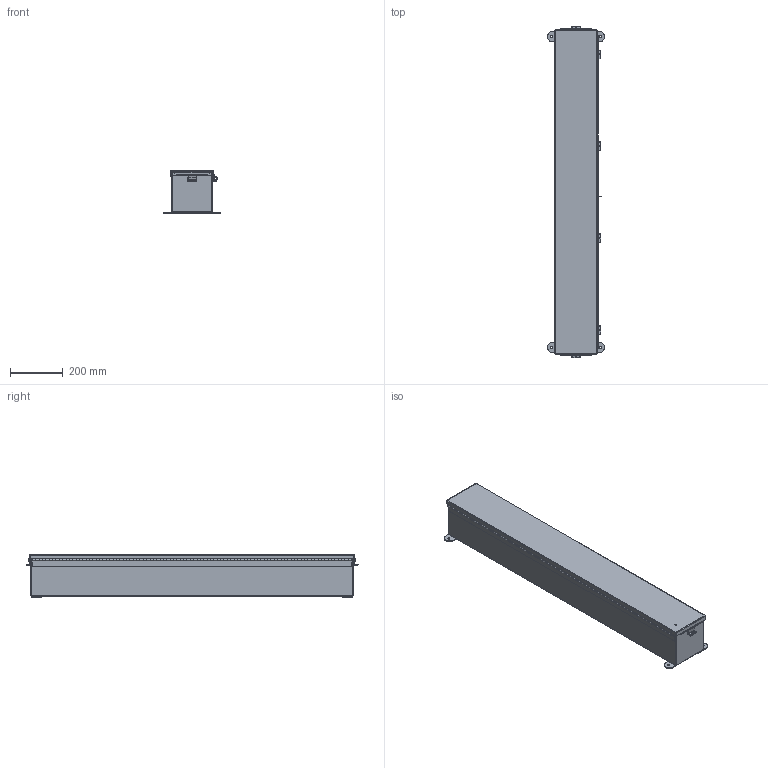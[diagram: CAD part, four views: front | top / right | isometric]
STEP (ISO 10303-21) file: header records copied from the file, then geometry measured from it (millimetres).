
FILE_DESCRIPTION (( 'STEP AP203' ), '1' );
FILE_NAME ('N060648SSCHTR.STEP', '2014-07-18T16:31:41', ( 'changeme' ), ( 'Microsoft' ), 'SwSTEP 2.0', 'SolidWorks 2013', '' );
FILE_SCHEMA (( 'CONFIG_CONTROL_DESIGN' ));
Length unit declared in the file: inch
Products named in the file (13): N060648SSCHTR Hinge Body Side; HW-CLH-JH-20154; N060648SSCHTR Hinge Cover Side JIC; N060648SSCHTR Mounting Bracket; N060648SSCHTR _JIC Hinge; N060648SSCHTR; N060648SSCHTR JIC_Cover_Template; N060648SSCHTR JIC Clamp Bracket; N060648SSCHTR JIC Cover Clamp; N060648SSCHTR JIC Top; N060648SSCHTR JIC Bottom; N060648SSCHTR JIC Enclosure Template; N060648SSCHTR HW-CD-S-25020-034
Assembly tree (24 placements, depth 3):
  N060648SSCHTR
    N060648SSCHTR JIC Enclosure Template
    N060648SSCHTR _JIC Hinge
      N060648SSCHTR Hinge Body Side
      N060648SSCHTR Hinge Cover Side JIC
    N060648SSCHTR JIC_Cover_Template
    N060648SSCHTR JIC Clamp Bracket  x6
    N060648SSCHTR JIC Cover Clamp  x6
    N060648SSCHTR JIC Top
    N060648SSCHTR JIC Bottom
    N060648SSCHTR HW-CD-S-25020-034  x2
    HW-CLH-JH-20154
    N060648SSCHTR Mounting Bracket  x2
Bounding box: 215.9 x 1254.93 x 160.96 mm (x, y, z)
Volume: 1816889.6 mm3; surface area: 1931330.4 mm2
Topology: 23 solids, 23 shells, 1376 faces, 3521 edges, 2193 vertices
Faces by surface type: plane 825, cylinder 531, bspline 8, torus 8, cone 4
Entity records: 36566 total; most frequent: CARTESIAN_POINT 6395, DIRECTION 6129, ORIENTED_EDGE 5920, EDGE_CURVE 2960, VECTOR 2043, LINE 2043, AXIS2_PLACEMENT_3D 2043, VERTEX_POINT 1861
